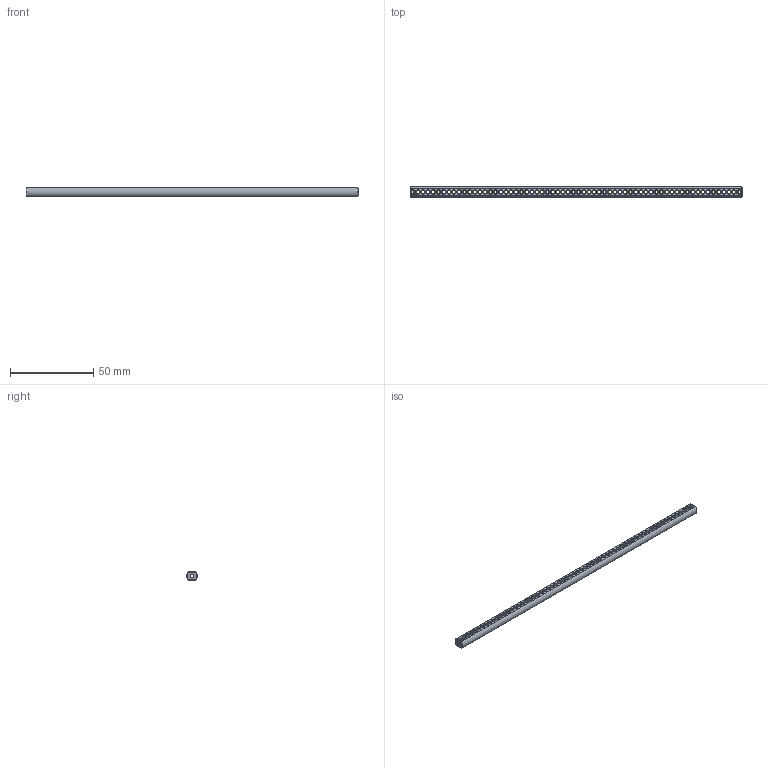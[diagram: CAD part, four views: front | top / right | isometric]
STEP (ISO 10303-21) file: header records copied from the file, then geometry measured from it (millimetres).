
FILE_DESCRIPTION(('FreeCAD Model'),'2;1');
FILE_NAME('Open CASCADE Shape Model','2024-06-18T14:51:18',(''),(''), 'Open CASCADE STEP processor 7.6','FreeCAD','Unknown');
FILE_SCHEMA(('AUTOMOTIVE_DESIGN { 1 0 10303 214 1 1 1 1 }'));
Length unit declared in the file: millimetre
Products named in the file (1): Shaft IDX BU16.00 - SPN-SFT-0184 (stemfie.org)
Bounding box: 200 x 6.6 x 5 mm (x, y, z)
Volume: 4564.6 mm3; surface area: 5753.8 mm2
Topology: 1 solids, 1 shells, 791 faces, 2403 edges, 1514 vertices
Faces by surface type: plane 324, cylinder 195, extrusion 140, cone 132
Full cylindrical faces by diameter (mm): 2 x193
Entity records: 27597 total; most frequent: CARTESIAN_POINT 5549, ORIENTED_EDGE 4806, DIRECTION 4361, EDGE_CURVE 2403, VERTEX_POINT 1514, VECTOR 1469, AXIS2_PLACEMENT_3D 1446, LINE 1329
